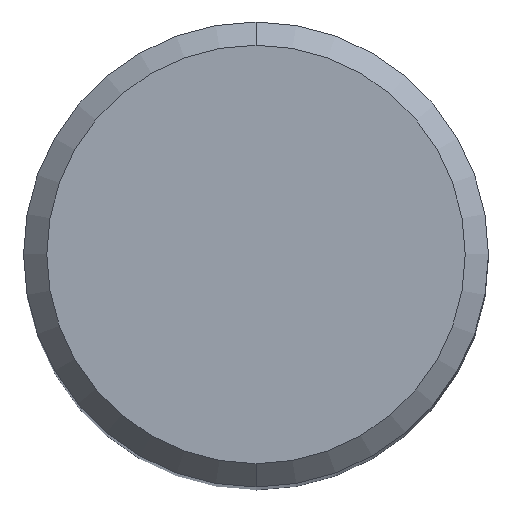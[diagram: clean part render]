
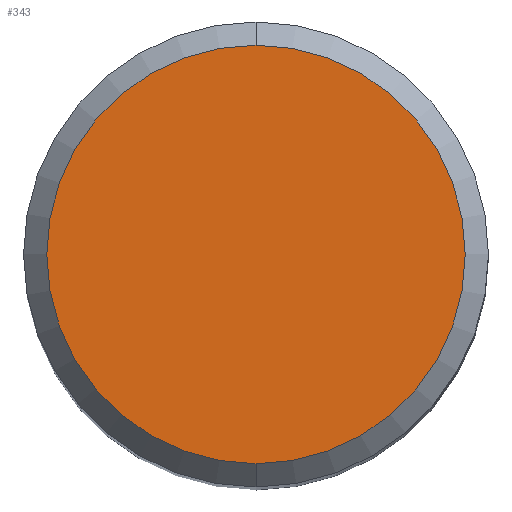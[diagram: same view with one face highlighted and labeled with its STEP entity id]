
A CAD part, top view. The second image highlights one B-rep face of the part: STEP entity #343.
In plain terms, the highlighted planar face has unit normal (0, 0, 1).
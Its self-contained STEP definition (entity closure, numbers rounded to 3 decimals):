
#205=EDGE_CURVE('',#215,#371,#565,.T.);
#215=VERTEX_POINT('',#575);
#343=ADVANCED_FACE('',(#708),#709,.T.);
#371=VERTEX_POINT('',#741);
#423=EDGE_CURVE('',#371,#215,#802,.T.);
#565=CIRCLE('',#956,5.4);
#575=CARTESIAN_POINT('',(0.,-5.4,0.0));
#708=FACE_OUTER_BOUND('',#1341,.T.);
#709=PLANE('',#1342);
#741=CARTESIAN_POINT('',(0.0,5.4,0.0));
#802=CIRCLE('',#1464,5.4);
#956=AXIS2_PLACEMENT_3D('',#1738,#1739,#1740);
#1341=EDGE_LOOP('',(#1838,#1839));
#1342=AXIS2_PLACEMENT_3D('',#1840,#1841,#1842);
#1464=AXIS2_PLACEMENT_3D('',#1992,#1993,#1994);
#1738=CARTESIAN_POINT('',(0.0,0.0,0.0));
#1739=DIRECTION('',(0.0,0.0,-1.0));
#1740=DIRECTION('',(0.0,1.0,0.0));
#1838=ORIENTED_EDGE('',*,*,#423,.F.);
#1839=ORIENTED_EDGE('',*,*,#205,.F.);
#1840=CARTESIAN_POINT('',(0.0,2.7,0.0));
#1841=DIRECTION('',(-0.0,0.0,1.0));
#1842=DIRECTION('',(0.0,-1.0,0.0));
#1992=CARTESIAN_POINT('',(0.0,0.0,0.0));
#1993=DIRECTION('',(0.0,0.0,-1.0));
#1994=DIRECTION('',(0.0,1.0,0.0));
